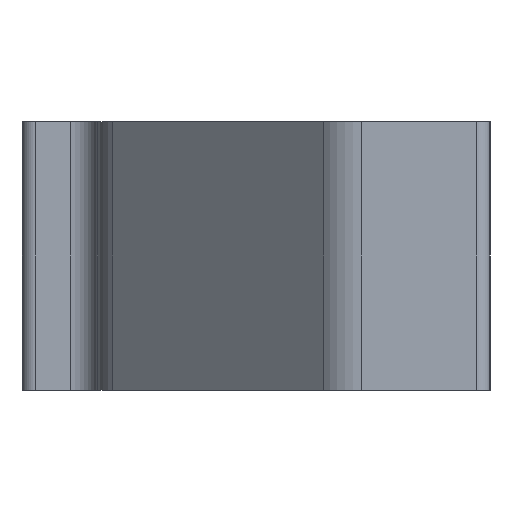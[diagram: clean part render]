
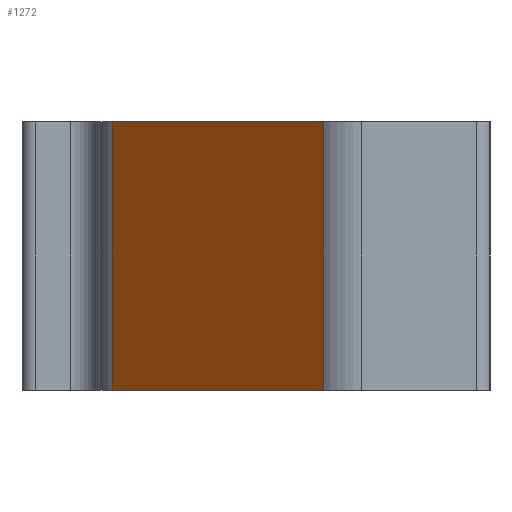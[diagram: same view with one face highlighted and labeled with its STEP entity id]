
A CAD part, left-side view. The second image highlights one B-rep face of the part: STEP entity #1272.
In plain terms, the highlighted planar face has unit normal (-0.707, 0.707, 0).
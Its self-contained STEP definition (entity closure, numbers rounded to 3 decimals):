
#32=PLANE('',#1380);
#82=FACE_OUTER_BOUND('',#148,.T.);
#148=EDGE_LOOP('',(#951,#952,#953,#954));
#248=LINE('',#2022,#380);
#249=LINE('',#2025,#381);
#250=LINE('',#2027,#382);
#251=LINE('',#2028,#383);
#380=VECTOR('',#1632,10.);
#381=VECTOR('',#1635,10.);
#382=VECTOR('',#1636,10.);
#383=VECTOR('',#1637,10.);
#569=VERTEX_POINT('',#2018);
#570=VERTEX_POINT('',#2020);
#571=VERTEX_POINT('',#2024);
#572=VERTEX_POINT('',#2026);
#728=EDGE_CURVE('',#569,#570,#248,.T.);
#729=EDGE_CURVE('',#569,#571,#249,.T.);
#730=EDGE_CURVE('',#572,#570,#250,.T.);
#731=EDGE_CURVE('',#571,#572,#251,.T.);
#951=ORIENTED_EDGE('',*,*,#729,.F.);
#952=ORIENTED_EDGE('',*,*,#728,.T.);
#953=ORIENTED_EDGE('',*,*,#730,.F.);
#954=ORIENTED_EDGE('',*,*,#731,.F.);
#1272=ADVANCED_FACE('',(#82),#32,.T.);
#1380=AXIS2_PLACEMENT_3D('',#2023,#1633,#1634);
#1632=DIRECTION('',(0.,0.,1.));
#1633=DIRECTION('center_axis',(-0.707,0.707,0.));
#1634=DIRECTION('ref_axis',(-0.707,-0.707,0.));
#1635=DIRECTION('',(0.707,0.707,0.));
#1636=DIRECTION('',(-0.707,-0.707,0.));
#1637=DIRECTION('',(0.,0.,1.));
#2018=CARTESIAN_POINT('',(-1.414,2.586,0.));
#2020=CARTESIAN_POINT('',(-1.414,2.586,10.));
#2022=CARTESIAN_POINT('',(-1.414,2.586,0.));
#2023=CARTESIAN_POINT('Origin',(6.427,10.427,0.));
#2024=CARTESIAN_POINT('',(6.427,10.427,0.));
#2025=CARTESIAN_POINT('',(-1.414,2.586,0.));
#2026=CARTESIAN_POINT('',(6.427,10.427,10.));
#2027=CARTESIAN_POINT('',(-1.414,2.586,10.));
#2028=CARTESIAN_POINT('',(6.427,10.427,0.));
